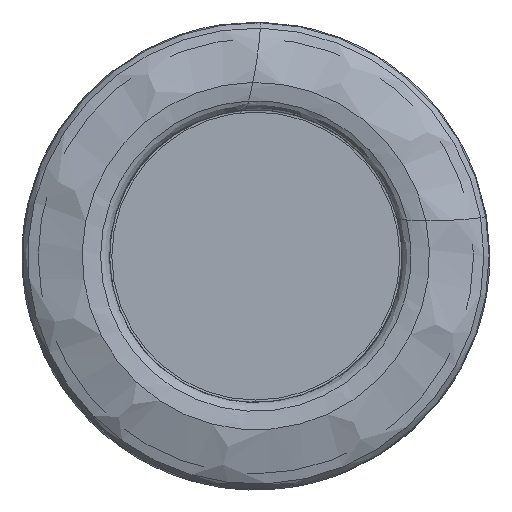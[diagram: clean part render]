
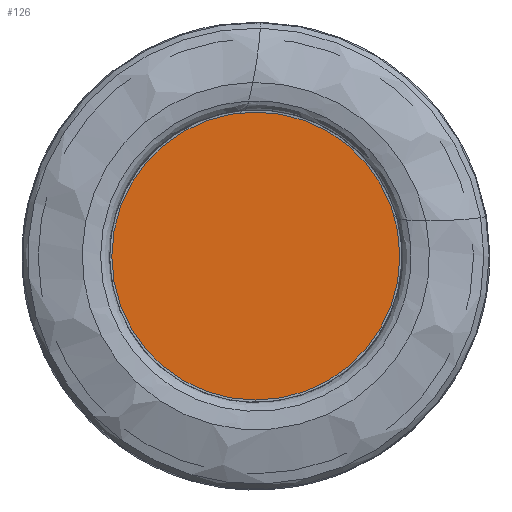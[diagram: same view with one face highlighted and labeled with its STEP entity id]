
A CAD part, left-side view. The second image highlights one B-rep face of the part: STEP entity #126.
In plain terms, the highlighted planar face has unit normal (-1, 0, 0).
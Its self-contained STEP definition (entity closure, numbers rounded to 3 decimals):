
#126=ADVANCED_FACE('',(#168),#166,.F.);
#166=PLANE('',#537);
#168=FACE_OUTER_BOUND('',#194,.T.);
#194=EDGE_LOOP('',(#248));
#248=ORIENTED_EDGE('',*,*,#413,.T.);
#374=VERTEX_POINT('',#769);
#413=EDGE_CURVE('',#374,#374,#476,.T.);
#476=CIRCLE('',#536,10.149);
#536=AXIS2_PLACEMENT_3D('',#768,#613,#614);
#537=AXIS2_PLACEMENT_3D('',#770,#615,#616);
#613=DIRECTION('',(-1.,0.,0.));
#614=DIRECTION('',(0.,0.,1.));
#615=DIRECTION('',(1.,0.,0.));
#616=DIRECTION('',(0.,0.,-1.));
#768=CARTESIAN_POINT('',(1.8,0.,0.));
#769=CARTESIAN_POINT('',(1.8,0.,10.149));
#770=CARTESIAN_POINT('',(1.8,10.149,0.));
